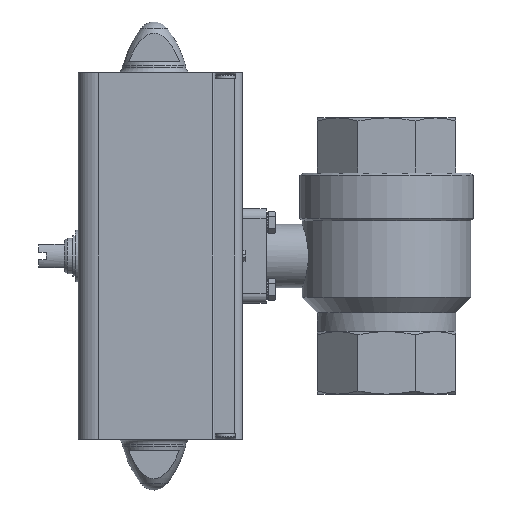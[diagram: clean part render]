
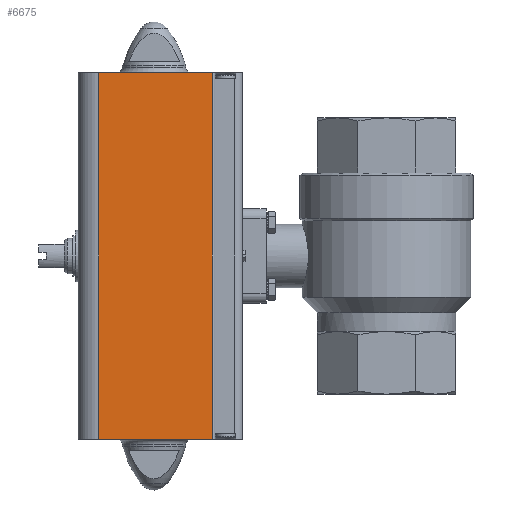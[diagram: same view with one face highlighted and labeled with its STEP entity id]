
A CAD part, left-side view. The second image highlights one B-rep face of the part: STEP entity #6675.
In plain terms, the highlighted planar face has unit normal (-1, 0, 0).
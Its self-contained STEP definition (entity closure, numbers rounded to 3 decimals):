
#298=PLANE('',#7208);
#591=LINE('',#10213,#1141);
#592=LINE('',#10216,#1142);
#593=LINE('',#10218,#1143);
#594=LINE('',#10220,#1144);
#1141=VECTOR('',#8082,1000.);
#1142=VECTOR('',#8083,1000.);
#1143=VECTOR('',#8084,1000.);
#1144=VECTOR('',#8085,1000.);
#1745=ORIENTED_EDGE('',*,*,#3579,.T.);
#1746=ORIENTED_EDGE('',*,*,#3580,.F.);
#1747=ORIENTED_EDGE('',*,*,#3581,.F.);
#1748=ORIENTED_EDGE('',*,*,#3582,.T.);
#3579=EDGE_CURVE('',#4490,#4491,#591,.T.);
#3580=EDGE_CURVE('',#4492,#4491,#592,.T.);
#3581=EDGE_CURVE('',#4493,#4492,#593,.T.);
#3582=EDGE_CURVE('',#4493,#4490,#594,.T.);
#4490=VERTEX_POINT('',#10214);
#4491=VERTEX_POINT('',#10215);
#4492=VERTEX_POINT('',#10217);
#4493=VERTEX_POINT('',#10219);
#5392=EDGE_LOOP('',(#1745,#1746,#1747,#1748));
#5980=FACE_BOUND('',#5392,.T.);
#6675=ADVANCED_FACE('',(#5980),#298,.F.);
#7208=AXIS2_PLACEMENT_3D('',#10212,#8080,#8081);
#8080=DIRECTION('',(1.,0.,0.));
#8081=DIRECTION('',(0.,0.,-1.));
#8082=DIRECTION('',(0.,-1.,0.));
#8083=DIRECTION('',(0.,0.,-1.));
#8084=DIRECTION('',(0.,-1.,0.));
#8085=DIRECTION('',(0.,0.,-1.));
#10212=CARTESIAN_POINT('',(-38.5,28.1,92.8));
#10213=CARTESIAN_POINT('',(-38.5,28.1,-92.8));
#10214=CARTESIAN_POINT('',(-38.5,28.1,-92.8));
#10215=CARTESIAN_POINT('',(-38.5,-29.6,-92.8));
#10216=CARTESIAN_POINT('',(-38.5,-29.6,92.8));
#10217=CARTESIAN_POINT('',(-38.5,-29.6,92.8));
#10218=CARTESIAN_POINT('',(-38.5,28.1,92.8));
#10219=CARTESIAN_POINT('',(-38.5,28.1,92.8));
#10220=CARTESIAN_POINT('',(-38.5,28.1,92.8));
